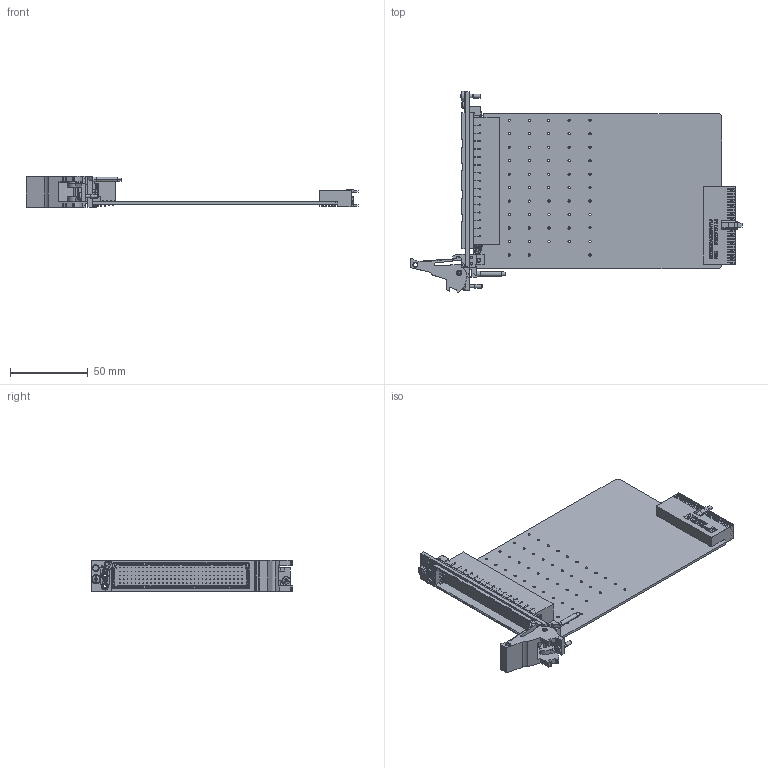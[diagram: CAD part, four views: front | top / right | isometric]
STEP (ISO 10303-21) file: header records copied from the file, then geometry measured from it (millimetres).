
FILE_DESCRIPTION (( 'STEP AP214' ), '1' );
FILE_NAME ('40-139-201 BASIC-ASSY.STEP', '2013-07-25T09:06:44', ( 'hp' ), ( 'Hewlett-Packard Company' ), 'SwSTEP 2.0', 'SolidWorks 2012', '' );
FILE_SCHEMA (( 'AUTOMOTIVE_DESIGN' ));
Length unit declared in the file: millimetre
Products named in the file (28): 40-139-201 BASIC-ASSY; C-CN-161 Housing; C-CN-161 Pin_Row E; C-CN-161 Pin_Row D; C-CN-161 Pin_Row C; C-CN-161 Pin_Row B; C-CN-161 Pin_Row A; C-CN-919 DIN 160Way Plug R-A Modified; C-CN-355 Compact pci connector 3; C-PC-498-PCB; A-PC-498 PCB assem for 40-139-201 High Density 2A Relay Module; C-BP-015 PXI 3U x 1 Slot Blank Panel; C-FP-499 PXI 3U 1-Slot 160 Way DIN 41612; C-FX-544 2.5 Self Clinching Tourque nut; C-BK-026 Bush Front Panel Mounting; P-FX-017 M2,5 Collar Posi-Slot Screw; Z-FX-2001 FP Fixing - Bush + Screw; C-FP-543 C-FP-499 WITH C-FX-544 STUD IN; C-FX-456 PXI 1-Slot Mtg Block DIN 41612; C-LB-499 new; C-FX-165 Handle Body; C-FX-165 Handle Finger; C-FX-165 Handle Pin; L-FX-165 PXI Handle Label; C-FX-165 CPCI Ejector Handle; C-FX-028 Hex Nut M2.5 _C-FX-028 M2,5 Nut; C-FX-101 M2.5x6mm Pan Head Cross Recess Screw_ISO_ISO 7045 - M2.5 x 6 - Z --- 6N; C-FX-042 Screw M2.5x6 CSK Pozi_M 2.5x06 - C-FX-042
Assembly tree (30 placements, depth 4):
  40-139-201 BASIC-ASSY
    A-PC-498 PCB assem for 40-139-201 High Density 2A Relay Module
      C-CN-919 DIN 160Way Plug R-A Modified
        C-CN-161 Housing
        C-CN-161 Pin_Row E
        C-CN-161 Pin_Row D
        C-CN-161 Pin_Row C
        C-CN-161 Pin_Row B
        C-CN-161 Pin_Row A
      C-CN-355 Compact pci connector 3
      C-PC-498-PCB
    C-FP-543 C-FP-499 WITH C-FX-544 STUD IN
      C-FP-499 PXI 3U 1-Slot 160 Way DIN 41612
        C-BP-015 PXI 3U x 1 Slot Blank Panel
      C-FX-544 2.5 Self Clinching Tourque nut  x2
      Z-FX-2001 FP Fixing - Bush + Screw
        C-BK-026 Bush Front Panel Mounting
        P-FX-017 M2,5 Collar Posi-Slot Screw
    C-FX-456 PXI 1-Slot Mtg Block DIN 41612
    C-LB-499 new
    C-FX-165 CPCI Ejector Handle
      C-FX-165 Handle Body
      C-FX-165 Handle Finger
      C-FX-165 Handle Pin
      P-FX-017 M2,5 Collar Posi-Slot Screw
      L-FX-165 PXI Handle Label
    C-FX-028 Hex Nut M2.5 _C-FX-028 M2,5 Nut
    C-FX-101 M2.5x6mm Pan Head Cross Recess Screw_ISO_ISO 7045 - M2.5 x 6 - Z --- 6N  x2
    C-FX-042 Screw M2.5x6 CSK Pozi_M 2.5x06 - C-FX-042
Bounding box: 214.01 x 129.67 x 20 mm (x, y, z)
Volume: 65230.5 mm3; surface area: 66327.4 mm2
Topology: 27 solids, 51 shells, 5378 faces, 13844 edges, 9000 vertices
Faces by surface type: plane 3523, cone 822, cylinder 803, bspline 202, torus 20, sphere 8
Entity records: 191695 total; most frequent: CARTESIAN_POINT 43922, ORIENTED_EDGE 26812, DIRECTION 24831, EDGE_CURVE 13408, VERTEX_POINT 8732, VECTOR 8629, LINE 8629, AXIS2_PLACEMENT_3D 8101
